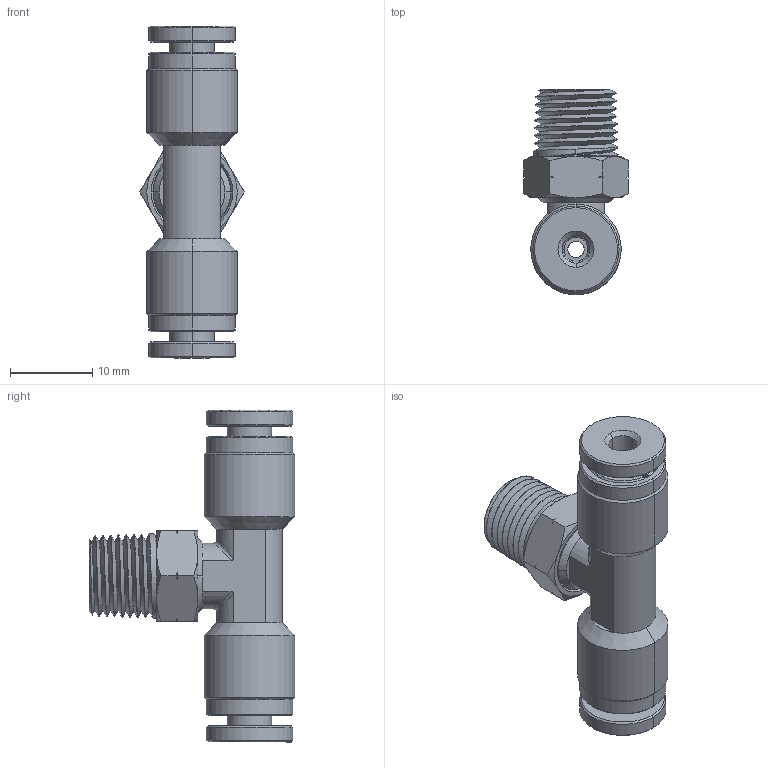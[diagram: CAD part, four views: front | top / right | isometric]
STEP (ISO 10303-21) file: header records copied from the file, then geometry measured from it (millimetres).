
FILE_DESCRIPTION (( 'STEP AP214' ), '1' );
FILE_NAME ('BTS1-8N1-8W.STEP', '2018-07-24T19:21:25', ( '' ), ( '' ), 'SwSTEP 2.0', 'SolidWorks 2016', '' );
FILE_SCHEMA (( 'AUTOMOTIVE_DESIGN' ));
Length unit declared in the file: millimetre
Products named in the file (1): BTS1-8N1-8W
Bounding box: 12.7 x 25 x 40.4 mm (x, y, z)
Volume: 3136.5 mm3; surface area: 5722.1 mm2
Topology: 12 solids, 12 shells, 745 faces, 1993 edges, 1283 vertices
Faces by surface type: cone 254, plane 253, cylinder 142, bspline 92, torus 4
Entity records: 36930 total; most frequent: CARTESIAN_POINT 11317, ORIENTED_EDGE 3982, DIRECTION 3171, EDGE_CURVE 1991, AXIS2_PLACEMENT_3D 1295, VERTEX_POINT 1283, EDGE_LOOP 784, UNCERTAINTY_MEASURE_WITH_UNIT 759
